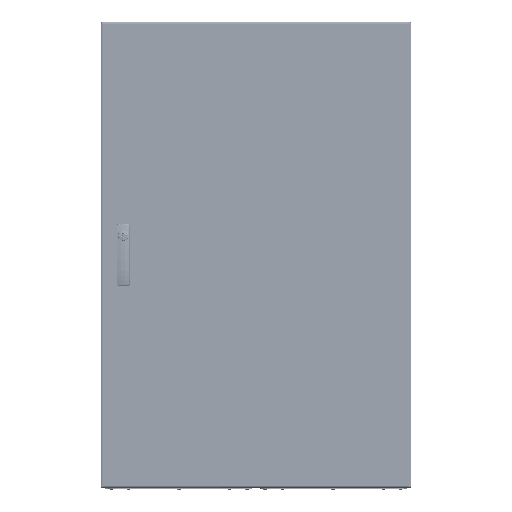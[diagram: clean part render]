
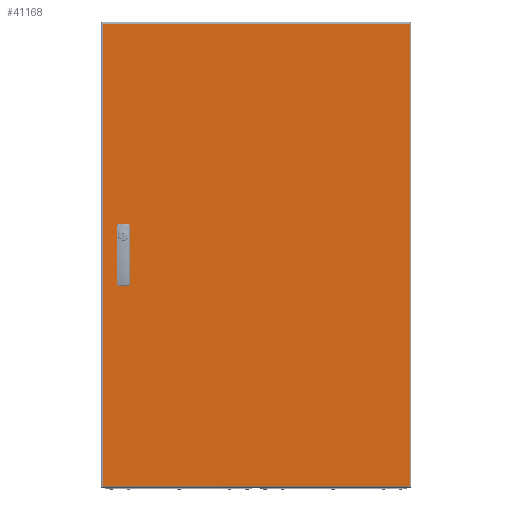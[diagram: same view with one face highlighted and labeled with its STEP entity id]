
A CAD part, top view. The second image highlights one B-rep face of the part: STEP entity #41168.
In plain terms, the highlighted face is planar.
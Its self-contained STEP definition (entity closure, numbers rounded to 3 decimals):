
#41156 = VERTEX_POINT ( 'NONE', #53190 ) ;
#41157 = ORIENTED_EDGE ( 'NONE', *, *, #41158, .T. ) ;
#41158 = EDGE_CURVE ( 'NONE', #41156, #41159, #53185, .T. ) ;
#41159 = VERTEX_POINT ( 'NONE', #53178 ) ;
#41168 = ADVANCED_FACE ( 'NONE', ( #53168, #53175, #53160 ), #53164, .F. ) ;
#41172 = EDGE_LOOP ( 'NONE', ( #41173, #41178, #41284, #41292 ) ) ;
#41173 = ORIENTED_EDGE ( 'NONE', *, *, #41174, .T. ) ;
#41174 = EDGE_CURVE ( 'NONE', #41175, #41176, #53146, .T. ) ;
#41175 = VERTEX_POINT ( 'NONE', #53140 ) ;
#41176 = VERTEX_POINT ( 'NONE', #53138 ) ;
#41178 = ORIENTED_EDGE ( 'NONE', *, *, #41180, .T. ) ;
#41180 = EDGE_CURVE ( 'NONE', #41176, #41183, #53133, .T. ) ;
#41183 = VERTEX_POINT ( 'NONE', #53260 ) ;
#41233 = VERTEX_POINT ( 'NONE', #53320 ) ;
#41234 = ORIENTED_EDGE ( 'NONE', *, *, #41236, .F. ) ;
#41236 = EDGE_CURVE ( 'NONE', #41239, #41233, #53297, .T. ) ;
#41239 = VERTEX_POINT ( 'NONE', #53289 ) ;
#41241 = ORIENTED_EDGE ( 'NONE', *, *, #41243, .T. ) ;
#41243 = EDGE_CURVE ( 'NONE', #41239, #41244, #53285, .T. ) ;
#41244 = VERTEX_POINT ( 'NONE', #53279 ) ;
#41245 = ORIENTED_EDGE ( 'NONE', *, *, #41246, .T. ) ;
#41246 = EDGE_CURVE ( 'NONE', #41244, #41248, #53272, .T. ) ;
#41248 = VERTEX_POINT ( 'NONE', #53264 ) ;
#41250 = ORIENTED_EDGE ( 'NONE', *, *, #41252, .T. ) ;
#41252 = EDGE_CURVE ( 'NONE', #41248, #41269, #53400, .T. ) ;
#41258 = ORIENTED_EDGE ( 'NONE', *, *, #41261, .T. ) ;
#41261 = EDGE_CURVE ( 'NONE', #41159, #41301, #53379, .T. ) ;
#41264 = EDGE_LOOP ( 'NONE', ( #41265, #41271, #41277, #41281, #41234, #41241, #41245, #41250 ) ) ;
#41265 = ORIENTED_EDGE ( 'NONE', *, *, #41266, .F. ) ;
#41266 = EDGE_CURVE ( 'NONE', #41267, #41269, #53368, .T. ) ;
#41267 = VERTEX_POINT ( 'NONE', #53360 ) ;
#41269 = VERTEX_POINT ( 'NONE', #53357 ) ;
#41271 = ORIENTED_EDGE ( 'NONE', *, *, #41273, .T. ) ;
#41273 = EDGE_CURVE ( 'NONE', #41267, #41275, #53354, .T. ) ;
#41275 = VERTEX_POINT ( 'NONE', #53347 ) ;
#41277 = ORIENTED_EDGE ( 'NONE', *, *, #41279, .T. ) ;
#41279 = EDGE_CURVE ( 'NONE', #41275, #41280, #53341, .T. ) ;
#41280 = VERTEX_POINT ( 'NONE', #53473 ) ;
#41281 = ORIENTED_EDGE ( 'NONE', *, *, #41282, .T. ) ;
#41282 = EDGE_CURVE ( 'NONE', #41280, #41233, #53469, .T. ) ;
#41284 = ORIENTED_EDGE ( 'NONE', *, *, #41287, .T. ) ;
#41287 = EDGE_CURVE ( 'NONE', #41183, #41289, #53462, .T. ) ;
#41289 = VERTEX_POINT ( 'NONE', #53454 ) ;
#41292 = ORIENTED_EDGE ( 'NONE', *, *, #41293, .T. ) ;
#41293 = EDGE_CURVE ( 'NONE', #41289, #41175, #53449, .T. ) ;
#41295 = EDGE_LOOP ( 'NONE', ( #41297, #41303, #41157, #41258 ) ) ;
#41297 = ORIENTED_EDGE ( 'NONE', *, *, #41299, .T. ) ;
#41299 = EDGE_CURVE ( 'NONE', #41301, #41302, #53439, .T. ) ;
#41301 = VERTEX_POINT ( 'NONE', #53433 ) ;
#41302 = VERTEX_POINT ( 'NONE', #53431 ) ;
#41303 = ORIENTED_EDGE ( 'NONE', *, *, #41304, .T. ) ;
#41304 = EDGE_CURVE ( 'NONE', #41302, #41156, #53426, .T. ) ;
#53130 = VECTOR ( 'NONE', #53263, 1000. ) ;
#53132 = CARTESIAN_POINT ( 'NONE',  ( 329.9, -75.1, 0. ) ) ;
#53133 = LINE ( 'NONE', #53132, #53130 ) ;
#53138 = CARTESIAN_POINT ( 'NONE',  ( 329.9, -75.1, 0. ) ) ;
#53140 = CARTESIAN_POINT ( 'NONE',  ( 329.9, -24.9, 0. ) ) ;
#53141 = DIRECTION ( 'NONE',  ( 0., -1., 0. ) ) ;
#53143 = VECTOR ( 'NONE', #53141, 1000. ) ;
#53144 = CARTESIAN_POINT ( 'NONE',  ( 329.9, -75.1, 0. ) ) ;
#53146 = LINE ( 'NONE', #53144, #53143 ) ;
#53150 = DIRECTION ( 'NONE',  ( 1., 0., 0. ) ) ;
#53151 = DIRECTION ( 'NONE',  ( 0., 0., 1. ) ) ;
#53153 = CARTESIAN_POINT ( 'NONE',  ( -410.5, -610.5, 0. ) ) ;
#53155 = AXIS2_PLACEMENT_3D ( 'NONE', #53153, #53151, #53150 ) ;
#53160 = FACE_OUTER_BOUND ( 'NONE', #41264, .T. ) ;
#53164 = PLANE ( 'NONE',  #53155 ) ;
#53168 = FACE_BOUND ( 'NONE', #41172, .T. ) ;
#53175 = FACE_BOUND ( 'NONE', #41295, .T. ) ;
#53178 = CARTESIAN_POINT ( 'NONE',  ( 355.1, 24.9, 0. ) ) ;
#53180 = DIRECTION ( 'NONE',  ( 1., 0., 0. ) ) ;
#53181 = VECTOR ( 'NONE', #53180, 1000. ) ;
#53184 = CARTESIAN_POINT ( 'NONE',  ( 329.9, 24.9, 0. ) ) ;
#53185 = LINE ( 'NONE', #53184, #53181 ) ;
#53190 = CARTESIAN_POINT ( 'NONE',  ( 329.9, 24.9, 0. ) ) ;
#53260 = CARTESIAN_POINT ( 'NONE',  ( 355.1, -75.1, 0. ) ) ;
#53263 = DIRECTION ( 'NONE',  ( 1., 0., 0. ) ) ;
#53264 = CARTESIAN_POINT ( 'NONE',  ( 395., -595.5, 0. ) ) ;
#53266 = DIRECTION ( 'NONE',  ( -1., 0., 0. ) ) ;
#53268 = DIRECTION ( 'NONE',  ( 0., 0., 1. ) ) ;
#53269 = CARTESIAN_POINT ( 'NONE',  ( 397., -597., 0. ) ) ;
#53271 = AXIS2_PLACEMENT_3D ( 'NONE', #53269, #53268, #53266 ) ;
#53272 = CIRCLE ( 'NONE', #53271, 2.5 ) ;
#53279 = CARTESIAN_POINT ( 'NONE',  ( 395.5, -595., 0. ) ) ;
#53281 = DIRECTION ( 'NONE',  ( 0., -1., 0. ) ) ;
#53282 = VECTOR ( 'NONE', #53281, 1000. ) ;
#53284 = CARTESIAN_POINT ( 'NONE',  ( 395.5, -610.5, 0. ) ) ;
#53285 = LINE ( 'NONE', #53284, #53282 ) ;
#53289 = CARTESIAN_POINT ( 'NONE',  ( 395.5, 595., 0. ) ) ;
#53290 = DIRECTION ( 'NONE',  ( -1., 0., 0. ) ) ;
#53292 = DIRECTION ( 'NONE',  ( 0., 0., -1. ) ) ;
#53294 = CARTESIAN_POINT ( 'NONE',  ( 397., 597., 0. ) ) ;
#53295 = AXIS2_PLACEMENT_3D ( 'NONE', #53294, #53292, #53290 ) ;
#53297 = CIRCLE ( 'NONE', #53295, 2.5 ) ;
#53320 = CARTESIAN_POINT ( 'NONE',  ( 395., 595.5, 0. ) ) ;
#53336 = DIRECTION ( 'NONE',  ( 1., 0., 0. ) ) ;
#53337 = DIRECTION ( 'NONE',  ( 0., 0., 1. ) ) ;
#53338 = CARTESIAN_POINT ( 'NONE',  ( -397., 597., 0. ) ) ;
#53340 = AXIS2_PLACEMENT_3D ( 'NONE', #53338, #53337, #53336 ) ;
#53341 = CIRCLE ( 'NONE', #53340, 2.5 ) ;
#53347 = CARTESIAN_POINT ( 'NONE',  ( -395.5, 595., 0. ) ) ;
#53349 = DIRECTION ( 'NONE',  ( 0., 1., 0. ) ) ;
#53351 = VECTOR ( 'NONE', #53349, 1000. ) ;
#53352 = CARTESIAN_POINT ( 'NONE',  ( -395.5, -610.5, 0. ) ) ;
#53354 = LINE ( 'NONE', #53352, #53351 ) ;
#53357 = CARTESIAN_POINT ( 'NONE',  ( -395., -595.5, 0. ) ) ;
#53360 = CARTESIAN_POINT ( 'NONE',  ( -395.5, -595., 0. ) ) ;
#53362 = DIRECTION ( 'NONE',  ( 1., 0., 0. ) ) ;
#53364 = DIRECTION ( 'NONE',  ( 0., 0., -1. ) ) ;
#53366 = CARTESIAN_POINT ( 'NONE',  ( -397., -597., 0. ) ) ;
#53367 = AXIS2_PLACEMENT_3D ( 'NONE', #53366, #53364, #53362 ) ;
#53368 = CIRCLE ( 'NONE', #53367, 2.5 ) ;
#53374 = DIRECTION ( 'NONE',  ( 0., 1., 0. ) ) ;
#53376 = VECTOR ( 'NONE', #53374, 1000. ) ;
#53377 = CARTESIAN_POINT ( 'NONE',  ( 355.1, 75.1, 0. ) ) ;
#53379 = LINE ( 'NONE', #53377, #53376 ) ;
#53395 = DIRECTION ( 'NONE',  ( -1., 0., 0. ) ) ;
#53397 = VECTOR ( 'NONE', #53395, 1000. ) ;
#53399 = CARTESIAN_POINT ( 'NONE',  ( -410.5, -595.5, 0. ) ) ;
#53400 = LINE ( 'NONE', #53399, #53397 ) ;
#53421 = DIRECTION ( 'NONE',  ( 0., -1., 0. ) ) ;
#53422 = VECTOR ( 'NONE', #53421, 1000. ) ;
#53424 = CARTESIAN_POINT ( 'NONE',  ( 329.9, 75.1, 0. ) ) ;
#53426 = LINE ( 'NONE', #53424, #53422 ) ;
#53431 = CARTESIAN_POINT ( 'NONE',  ( 329.9, 75.1, 0. ) ) ;
#53433 = CARTESIAN_POINT ( 'NONE',  ( 355.1, 75.1, 0. ) ) ;
#53434 = DIRECTION ( 'NONE',  ( -1., 0., 0. ) ) ;
#53435 = VECTOR ( 'NONE', #53434, 1000. ) ;
#53438 = CARTESIAN_POINT ( 'NONE',  ( 329.9, 75.1, 0. ) ) ;
#53439 = LINE ( 'NONE', #53438, #53435 ) ;
#53444 = DIRECTION ( 'NONE',  ( -1., 0., 0. ) ) ;
#53445 = VECTOR ( 'NONE', #53444, 1000. ) ;
#53447 = CARTESIAN_POINT ( 'NONE',  ( 329.9, -24.9, 0. ) ) ;
#53449 = LINE ( 'NONE', #53447, #53445 ) ;
#53454 = CARTESIAN_POINT ( 'NONE',  ( 355.1, -24.9, 0. ) ) ;
#53457 = DIRECTION ( 'NONE',  ( 0., 1., 0. ) ) ;
#53458 = VECTOR ( 'NONE', #53457, 1000. ) ;
#53460 = CARTESIAN_POINT ( 'NONE',  ( 355.1, -75.1, 0. ) ) ;
#53462 = LINE ( 'NONE', #53460, #53458 ) ;
#53464 = DIRECTION ( 'NONE',  ( 1., 0., 0. ) ) ;
#53466 = VECTOR ( 'NONE', #53464, 1000. ) ;
#53468 = CARTESIAN_POINT ( 'NONE',  ( -410.5, 595.5, 0. ) ) ;
#53469 = LINE ( 'NONE', #53468, #53466 ) ;
#53473 = CARTESIAN_POINT ( 'NONE',  ( -395., 595.5, 0. ) ) ;
